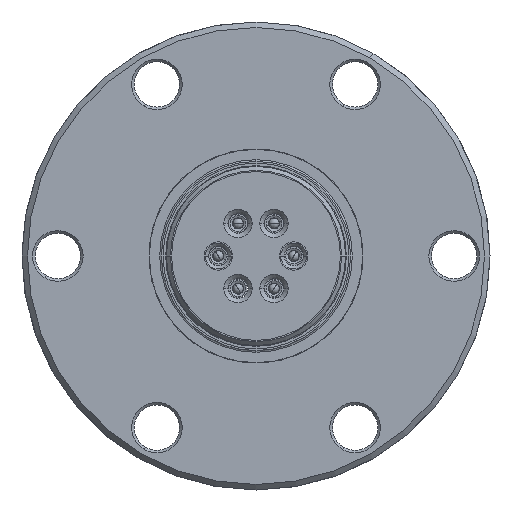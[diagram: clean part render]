
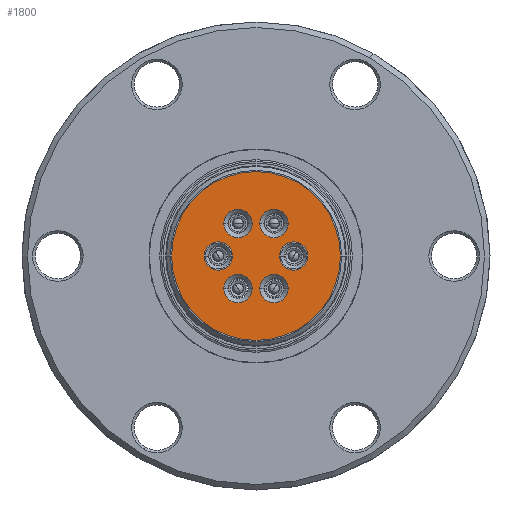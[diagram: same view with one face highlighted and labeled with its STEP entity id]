
A CAD part, front view. The second image highlights one B-rep face of the part: STEP entity #1800.
In plain terms, the highlighted planar face has unit normal (0, -1, 0).
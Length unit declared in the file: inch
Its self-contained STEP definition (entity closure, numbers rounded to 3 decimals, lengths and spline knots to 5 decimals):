
#133 = AXIS2_PLACEMENT_3D ( 'NONE', #3345, #4686, #1499 ) ;
#209 = CARTESIAN_POINT ( 'NONE',  ( -0.19, 0., -0.0225 ) ) ;
#226 = CARTESIAN_POINT ( 'NONE',  ( 0.19, 0., -0.1875 ) ) ;
#410 = EDGE_CURVE ( 'NONE', #1134, #3808, #5267, .T. ) ;
#443 = VERTEX_POINT ( 'NONE', #7091 ) ;
#452 = ORIENTED_EDGE ( 'NONE', *, *, #3900, .T. ) ;
#517 = ORIENTED_EDGE ( 'NONE', *, *, #7615, .T. ) ;
#520 = EDGE_CURVE ( 'NONE', #3808, #1134, #521, .T. ) ;
#521 = CIRCLE ( 'NONE', #7442, 0.0825 ) ;
#525 = CARTESIAN_POINT ( 'NONE',  ( 0., 0., 0.3025 ) ) ;
#544 = DIRECTION ( 'NONE',  ( 0., 1., 0. ) ) ;
#584 = CARTESIAN_POINT ( 'NONE',  ( 0., 0., -0.4925 ) ) ;
#741 = AXIS2_PLACEMENT_3D ( 'NONE', #4910, #4864, #5438 ) ;
#787 = DIRECTION ( 'NONE',  ( 0., 0., 1. ) ) ;
#814 = EDGE_LOOP ( 'NONE', ( #4655, #1810 ) ) ;
#842 = EDGE_CURVE ( 'NONE', #3229, #4985, #4726, .T. ) ;
#854 = DIRECTION ( 'NONE',  ( 0., 0., 1. ) ) ;
#860 = CARTESIAN_POINT ( 'NONE',  ( -0.19, 0., 0.105 ) ) ;
#906 = DIRECTION ( 'NONE',  ( 0., 1., 0. ) ) ;
#924 = CIRCLE ( 'NONE', #1824, 0.0825 ) ;
#934 = DIRECTION ( 'NONE',  ( 0., -1., 0. ) ) ;
#961 = EDGE_CURVE ( 'NONE', #2603, #2125, #1769, .T. ) ;
#1003 = FACE_BOUND ( 'NONE', #2474, .T. ) ;
#1038 = VERTEX_POINT ( 'NONE', #525 ) ;
#1134 = VERTEX_POINT ( 'NONE', #2408 ) ;
#1162 = CARTESIAN_POINT ( 'NONE',  ( 0.19, 0., 0.105 ) ) ;
#1247 = DIRECTION ( 'NONE',  ( 0., 1., 0. ) ) ;
#1319 = ORIENTED_EDGE ( 'NONE', *, *, #3885, .T. ) ;
#1334 = DIRECTION ( 'NONE',  ( 0., 1., 0. ) ) ;
#1393 = AXIS2_PLACEMENT_3D ( 'NONE', #7233, #5224, #2765 ) ;
#1499 = DIRECTION ( 'NONE',  ( 0., 0., 1. ) ) ;
#1507 = AXIS2_PLACEMENT_3D ( 'NONE', #4812, #544, #7330 ) ;
#1526 = CARTESIAN_POINT ( 'NONE',  ( 0., 0., 0. ) ) ;
#1601 = FACE_BOUND ( 'NONE', #6187, .T. ) ;
#1725 = DIRECTION ( 'NONE',  ( 0., 1., 0. ) ) ;
#1769 = CIRCLE ( 'NONE', #6268, 0.0825 ) ;
#1788 = EDGE_CURVE ( 'NONE', #443, #3706, #3576, .T. ) ;
#1800 = ADVANCED_FACE ( 'NONE', ( #5310, #5261, #4663, #1601, #1003, #2926, #4742 ), #3406, .F. ) ;
#1810 = ORIENTED_EDGE ( 'NONE', *, *, #6262, .T. ) ;
#1824 = AXIS2_PLACEMENT_3D ( 'NONE', #860, #7043, #3871 ) ;
#1832 = VERTEX_POINT ( 'NONE', #3495 ) ;
#1840 = ORIENTED_EDGE ( 'NONE', *, *, #3689, .T. ) ;
#1869 = EDGE_CURVE ( 'NONE', #5353, #1038, #5639, .T. ) ;
#2048 = CARTESIAN_POINT ( 'NONE',  ( -0.19, 0., -0.105 ) ) ;
#2079 = CIRCLE ( 'NONE', #5425, 0.0825 ) ;
#2116 = EDGE_CURVE ( 'NONE', #1832, #6634, #924, .T. ) ;
#2125 = VERTEX_POINT ( 'NONE', #209 ) ;
#2386 = CARTESIAN_POINT ( 'NONE',  ( 0., 0., 0.22 ) ) ;
#2408 = CARTESIAN_POINT ( 'NONE',  ( 0., 0., -0.3025 ) ) ;
#2418 = DIRECTION ( 'NONE',  ( 0., 1., 0. ) ) ;
#2420 = CARTESIAN_POINT ( 'NONE',  ( 0., 0., -0.22 ) ) ;
#2474 = EDGE_LOOP ( 'NONE', ( #2837, #2851 ) ) ;
#2603 = VERTEX_POINT ( 'NONE', #2676 ) ;
#2656 = AXIS2_PLACEMENT_3D ( 'NONE', #1526, #934, #854 ) ;
#2676 = CARTESIAN_POINT ( 'NONE',  ( -0.19, 0., -0.1875 ) ) ;
#2765 = DIRECTION ( 'NONE',  ( 0., 0., 1. ) ) ;
#2819 = ORIENTED_EDGE ( 'NONE', *, *, #520, .T. ) ;
#2837 = ORIENTED_EDGE ( 'NONE', *, *, #5070, .T. ) ;
#2851 = ORIENTED_EDGE ( 'NONE', *, *, #1788, .T. ) ;
#2910 = CARTESIAN_POINT ( 'NONE',  ( 0.19, 0., 0.0225 ) ) ;
#2926 = FACE_BOUND ( 'NONE', #3475, .T. ) ;
#2928 = CIRCLE ( 'NONE', #1507, 0.0825 ) ;
#3118 = ORIENTED_EDGE ( 'NONE', *, *, #842, .T. ) ;
#3229 = VERTEX_POINT ( 'NONE', #584 ) ;
#3304 = CIRCLE ( 'NONE', #741, 0.4925 ) ;
#3327 = DIRECTION ( 'NONE',  ( 0., 1., 0. ) ) ;
#3345 = CARTESIAN_POINT ( 'NONE',  ( 0., 0., -0.22 ) ) ;
#3406 = PLANE ( 'NONE',  #6670 ) ;
#3447 = DIRECTION ( 'NONE',  ( 0., 1., 0. ) ) ;
#3475 = EDGE_LOOP ( 'NONE', ( #7379, #1319 ) ) ;
#3486 = EDGE_LOOP ( 'NONE', ( #1840, #5931 ) ) ;
#3495 = CARTESIAN_POINT ( 'NONE',  ( -0.19, 0., 0.1875 ) ) ;
#3576 = CIRCLE ( 'NONE', #1393, 0.0825 ) ;
#3679 = EDGE_LOOP ( 'NONE', ( #5790, #2819 ) ) ;
#3689 = EDGE_CURVE ( 'NONE', #6634, #1832, #7322, .T. ) ;
#3706 = VERTEX_POINT ( 'NONE', #2910 ) ;
#3726 = AXIS2_PLACEMENT_3D ( 'NONE', #4463, #1334, #6204 ) ;
#3808 = VERTEX_POINT ( 'NONE', #4843 ) ;
#3829 = CARTESIAN_POINT ( 'NONE',  ( -0.19, 0., 0.0225 ) ) ;
#3845 = EDGE_LOOP ( 'NONE', ( #517, #3118 ) ) ;
#3871 = DIRECTION ( 'NONE',  ( 0., 0., 1. ) ) ;
#3885 = EDGE_CURVE ( 'NONE', #1038, #5353, #4118, .T. ) ;
#3900 = EDGE_CURVE ( 'NONE', #7764, #7529, #6815, .T. ) ;
#4049 = AXIS2_PLACEMENT_3D ( 'NONE', #2048, #4504, #4345 ) ;
#4118 = CIRCLE ( 'NONE', #7200, 0.0825 ) ;
#4174 = DIRECTION ( 'NONE',  ( 0., 0., 1. ) ) ;
#4345 = DIRECTION ( 'NONE',  ( 0., 0., 1. ) ) ;
#4463 = CARTESIAN_POINT ( 'NONE',  ( 0.19, 0., -0.105 ) ) ;
#4504 = DIRECTION ( 'NONE',  ( 0., 1., 0. ) ) ;
#4585 = DIRECTION ( 'NONE',  ( 0., 0., 1. ) ) ;
#4602 = CARTESIAN_POINT ( 'NONE',  ( 0., 0., 0.1375 ) ) ;
#4655 = ORIENTED_EDGE ( 'NONE', *, *, #961, .T. ) ;
#4663 = FACE_BOUND ( 'NONE', #3679, .T. ) ;
#4686 = DIRECTION ( 'NONE',  ( 0., 1., 0. ) ) ;
#4726 = CIRCLE ( 'NONE', #2656, 0.4925 ) ;
#4742 = FACE_OUTER_BOUND ( 'NONE', #3845, .T. ) ;
#4812 = CARTESIAN_POINT ( 'NONE',  ( 0.19, 0., -0.105 ) ) ;
#4843 = CARTESIAN_POINT ( 'NONE',  ( 0., 0., -0.1375 ) ) ;
#4864 = DIRECTION ( 'NONE',  ( 0., -1., 0. ) ) ;
#4910 = CARTESIAN_POINT ( 'NONE',  ( 0., 0., 0. ) ) ;
#4985 = VERTEX_POINT ( 'NONE', #6778 ) ;
#5070 = EDGE_CURVE ( 'NONE', #3706, #443, #2079, .T. ) ;
#5224 = DIRECTION ( 'NONE',  ( 0., 1., 0. ) ) ;
#5261 = FACE_BOUND ( 'NONE', #814, .T. ) ;
#5267 = CIRCLE ( 'NONE', #133, 0.0825 ) ;
#5268 = CARTESIAN_POINT ( 'NONE',  ( 0.19, 0., -0.0225 ) ) ;
#5310 = FACE_BOUND ( 'NONE', #3486, .T. ) ;
#5353 = VERTEX_POINT ( 'NONE', #4602 ) ;
#5425 = AXIS2_PLACEMENT_3D ( 'NONE', #1162, #906, #787 ) ;
#5438 = DIRECTION ( 'NONE',  ( 0., 0., 1. ) ) ;
#5639 = CIRCLE ( 'NONE', #6911, 0.0825 ) ;
#5790 = ORIENTED_EDGE ( 'NONE', *, *, #410, .T. ) ;
#5916 = DIRECTION ( 'NONE',  ( 0., 0., 1. ) ) ;
#5931 = ORIENTED_EDGE ( 'NONE', *, *, #2116, .T. ) ;
#5943 = DIRECTION ( 'NONE',  ( 0., 0., 1. ) ) ;
#6163 = DIRECTION ( 'NONE',  ( 0., 0., 1. ) ) ;
#6187 = EDGE_LOOP ( 'NONE', ( #452, #6387 ) ) ;
#6204 = DIRECTION ( 'NONE',  ( 0., 0., 1. ) ) ;
#6262 = EDGE_CURVE ( 'NONE', #2125, #2603, #7501, .T. ) ;
#6268 = AXIS2_PLACEMENT_3D ( 'NONE', #6404, #3327, #4585 ) ;
#6387 = ORIENTED_EDGE ( 'NONE', *, *, #7907, .T. ) ;
#6404 = CARTESIAN_POINT ( 'NONE',  ( -0.19, 0., -0.105 ) ) ;
#6634 = VERTEX_POINT ( 'NONE', #3829 ) ;
#6670 = AXIS2_PLACEMENT_3D ( 'NONE', #7702, #3447, #5916 ) ;
#6727 = CARTESIAN_POINT ( 'NONE',  ( -0.19, 0., 0.105 ) ) ;
#6778 = CARTESIAN_POINT ( 'NONE',  ( 0., 0., 0.4925 ) ) ;
#6815 = CIRCLE ( 'NONE', #3726, 0.0825 ) ;
#6911 = AXIS2_PLACEMENT_3D ( 'NONE', #7662, #1725, #4174 ) ;
#6941 = AXIS2_PLACEMENT_3D ( 'NONE', #6727, #2418, #5943 ) ;
#7043 = DIRECTION ( 'NONE',  ( 0., 1., 0. ) ) ;
#7091 = CARTESIAN_POINT ( 'NONE',  ( 0.19, 0., 0.1875 ) ) ;
#7200 = AXIS2_PLACEMENT_3D ( 'NONE', #2386, #1247, #6163 ) ;
#7212 = DIRECTION ( 'NONE',  ( 0., 0., 1. ) ) ;
#7233 = CARTESIAN_POINT ( 'NONE',  ( 0.19, 0., 0.105 ) ) ;
#7322 = CIRCLE ( 'NONE', #6941, 0.0825 ) ;
#7330 = DIRECTION ( 'NONE',  ( 0., 0., 1. ) ) ;
#7379 = ORIENTED_EDGE ( 'NONE', *, *, #1869, .T. ) ;
#7442 = AXIS2_PLACEMENT_3D ( 'NONE', #2420, #7922, #7212 ) ;
#7501 = CIRCLE ( 'NONE', #4049, 0.0825 ) ;
#7529 = VERTEX_POINT ( 'NONE', #5268 ) ;
#7615 = EDGE_CURVE ( 'NONE', #4985, #3229, #3304, .T. ) ;
#7662 = CARTESIAN_POINT ( 'NONE',  ( 0., 0., 0.22 ) ) ;
#7702 = CARTESIAN_POINT ( 'NONE',  ( 0., 0., 0. ) ) ;
#7764 = VERTEX_POINT ( 'NONE', #226 ) ;
#7907 = EDGE_CURVE ( 'NONE', #7529, #7764, #2928, .T. ) ;
#7922 = DIRECTION ( 'NONE',  ( 0., 1., 0. ) ) ;
